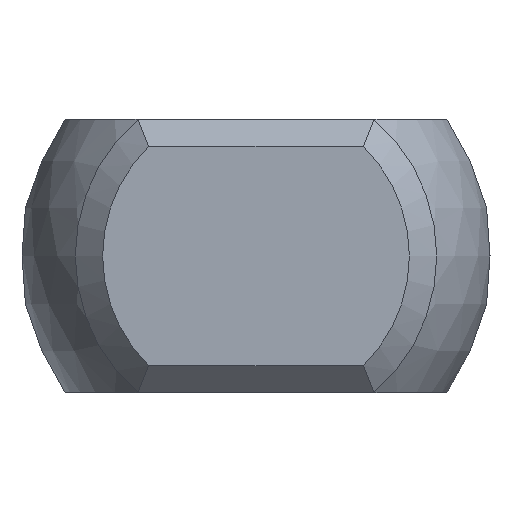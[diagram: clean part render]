
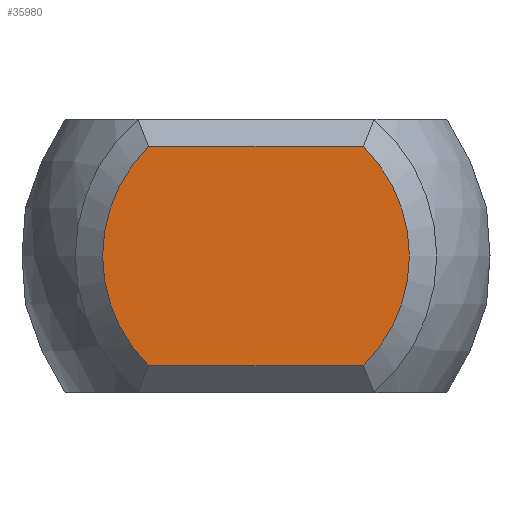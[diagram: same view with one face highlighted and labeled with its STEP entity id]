
A CAD part, left-side view. The second image highlights one B-rep face of the part: STEP entity #35980.
In plain terms, the highlighted planar face has unit normal (-1, 0, 0).
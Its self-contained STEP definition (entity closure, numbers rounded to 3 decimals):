
#34585 = PLANE('',#34586);
#34586 = AXIS2_PLACEMENT_3D('',#34587,#34588,#34589);
#34587 = CARTESIAN_POINT('',(-12.25,3.125,2.25));
#34588 = DIRECTION('',(-0.707,0.,0.707));
#34589 = DIRECTION('',(0.707,0.,0.707));
#35613 = EDGE_CURVE('',#35614,#35616,#35618,.T.);
#35614 = VERTEX_POINT('',#35615);
#35615 = CARTESIAN_POINT('',(-12.5,-1.96,-2.));
#35616 = VERTEX_POINT('',#35617);
#35617 = CARTESIAN_POINT('',(-12.5,1.96,-2.));
#35618 = SURFACE_CURVE('',#35619,(#35623,#35635),.PCURVE_S1.);
#35619 = LINE('',#35620,#35621);
#35620 = CARTESIAN_POINT('',(-12.5,-3.125,-2.));
#35621 = VECTOR('',#35622,1.);
#35622 = DIRECTION('',(0.,1.,0.));
#35623 = PCURVE('',#35624,#35629);
#35624 = PLANE('',#35625);
#35625 = AXIS2_PLACEMENT_3D('',#35626,#35627,#35628);
#35626 = CARTESIAN_POINT('',(-12.25,-3.125,-2.25));
#35627 = DIRECTION('',(-0.707,0.,
    -0.707));
#35628 = DIRECTION('',(-0.707,0.,0.707));
#35629 = DEFINITIONAL_REPRESENTATION('',(#35630),#35634);
#35630 = LINE('',#35631,#35632);
#35631 = CARTESIAN_POINT('',(0.354,0.));
#35632 = VECTOR('',#35633,1.);
#35633 = DIRECTION('',(0.,1.));
#35634 = ( GEOMETRIC_REPRESENTATION_CONTEXT(2) 
PARAMETRIC_REPRESENTATION_CONTEXT() REPRESENTATION_CONTEXT('2D SPACE',''
  ) );
#35635 = PCURVE('',#35636,#35641);
#35636 = PLANE('',#35637);
#35637 = AXIS2_PLACEMENT_3D('',#35638,#35639,#35640);
#35638 = CARTESIAN_POINT('',(-12.5,0.,0.));
#35639 = DIRECTION('',(1.,0.,0.));
#35640 = DIRECTION('',(0.,0.,-1.));
#35641 = DEFINITIONAL_REPRESENTATION('',(#35642),#35646);
#35642 = LINE('',#35643,#35644);
#35643 = CARTESIAN_POINT('',(2.,-3.125));
#35644 = VECTOR('',#35645,1.);
#35645 = DIRECTION('',(0.,1.));
#35646 = ( GEOMETRIC_REPRESENTATION_CONTEXT(2) 
PARAMETRIC_REPRESENTATION_CONTEXT() REPRESENTATION_CONTEXT('2D SPACE',''
  ) );
#35666 = CONICAL_SURFACE('',#35667,3.05,0.785);
#35667 = AXIS2_PLACEMENT_3D('',#35668,#35669,#35670);
#35668 = CARTESIAN_POINT('',(-12.25,0.,0.));
#35669 = DIRECTION('',(1.,0.,0.));
#35670 = DIRECTION('',(-0.,1.,0.));
#35716 = CONICAL_SURFACE('',#35717,3.05,0.785);
#35717 = AXIS2_PLACEMENT_3D('',#35718,#35719,#35720);
#35718 = CARTESIAN_POINT('',(-12.25,0.,0.));
#35719 = DIRECTION('',(1.,0.,0.));
#35720 = DIRECTION('',(0.,-1.,0.));
#35730 = EDGE_CURVE('',#35731,#35733,#35735,.T.);
#35731 = VERTEX_POINT('',#35732);
#35732 = CARTESIAN_POINT('',(-12.5,1.96,2.));
#35733 = VERTEX_POINT('',#35734);
#35734 = CARTESIAN_POINT('',(-12.5,-1.96,2.));
#35735 = SURFACE_CURVE('',#35736,(#35740,#35747),.PCURVE_S1.);
#35736 = LINE('',#35737,#35738);
#35737 = CARTESIAN_POINT('',(-12.5,3.125,2.));
#35738 = VECTOR('',#35739,1.);
#35739 = DIRECTION('',(0.,-1.,0.));
#35740 = PCURVE('',#34585,#35741);
#35741 = DEFINITIONAL_REPRESENTATION('',(#35742),#35746);
#35742 = LINE('',#35743,#35744);
#35743 = CARTESIAN_POINT('',(-0.354,0.));
#35744 = VECTOR('',#35745,1.);
#35745 = DIRECTION('',(0.,-1.));
#35746 = ( GEOMETRIC_REPRESENTATION_CONTEXT(2) 
PARAMETRIC_REPRESENTATION_CONTEXT() REPRESENTATION_CONTEXT('2D SPACE',''
  ) );
#35747 = PCURVE('',#35636,#35748);
#35748 = DEFINITIONAL_REPRESENTATION('',(#35749),#35753);
#35749 = LINE('',#35750,#35751);
#35750 = CARTESIAN_POINT('',(-2.,3.125));
#35751 = VECTOR('',#35752,1.);
#35752 = DIRECTION('',(0.,-1.));
#35753 = ( GEOMETRIC_REPRESENTATION_CONTEXT(2) 
PARAMETRIC_REPRESENTATION_CONTEXT() REPRESENTATION_CONTEXT('2D SPACE',''
  ) );
#35826 = EDGE_CURVE('',#35733,#35614,#35827,.T.);
#35827 = SURFACE_CURVE('',#35828,(#35833,#35840),.PCURVE_S1.);
#35828 = CIRCLE('',#35829,2.8);
#35829 = AXIS2_PLACEMENT_3D('',#35830,#35831,#35832);
#35830 = CARTESIAN_POINT('',(-12.5,0.,0.));
#35831 = DIRECTION('',(1.,0.,0.));
#35832 = DIRECTION('',(0.,-1.,0.));
#35833 = PCURVE('',#35716,#35834);
#35834 = DEFINITIONAL_REPRESENTATION('',(#35835),#35839);
#35835 = LINE('',#35836,#35837);
#35836 = CARTESIAN_POINT('',(-6.283,-0.25));
#35837 = VECTOR('',#35838,1.);
#35838 = DIRECTION('',(1.,0.));
#35839 = ( GEOMETRIC_REPRESENTATION_CONTEXT(2) 
PARAMETRIC_REPRESENTATION_CONTEXT() REPRESENTATION_CONTEXT('2D SPACE',''
  ) );
#35840 = PCURVE('',#35636,#35841);
#35841 = DEFINITIONAL_REPRESENTATION('',(#35842),#35846);
#35842 = CIRCLE('',#35843,2.8);
#35843 = AXIS2_PLACEMENT_2D('',#35844,#35845);
#35844 = CARTESIAN_POINT('',(0.,0.));
#35845 = DIRECTION('',(0.,-1.));
#35846 = ( GEOMETRIC_REPRESENTATION_CONTEXT(2) 
PARAMETRIC_REPRESENTATION_CONTEXT() REPRESENTATION_CONTEXT('2D SPACE',''
  ) );
#35852 = EDGE_CURVE('',#35616,#35731,#35853,.T.);
#35853 = SURFACE_CURVE('',#35854,(#35859,#35866),.PCURVE_S1.);
#35854 = CIRCLE('',#35855,2.8);
#35855 = AXIS2_PLACEMENT_3D('',#35856,#35857,#35858);
#35856 = CARTESIAN_POINT('',(-12.5,0.,0.));
#35857 = DIRECTION('',(1.,0.,0.));
#35858 = DIRECTION('',(-0.,1.,0.));
#35859 = PCURVE('',#35666,#35860);
#35860 = DEFINITIONAL_REPRESENTATION('',(#35861),#35865);
#35861 = LINE('',#35862,#35863);
#35862 = CARTESIAN_POINT('',(0.,-0.25));
#35863 = VECTOR('',#35864,1.);
#35864 = DIRECTION('',(1.,0.));
#35865 = ( GEOMETRIC_REPRESENTATION_CONTEXT(2) 
PARAMETRIC_REPRESENTATION_CONTEXT() REPRESENTATION_CONTEXT('2D SPACE',''
  ) );
#35866 = PCURVE('',#35636,#35867);
#35867 = DEFINITIONAL_REPRESENTATION('',(#35868),#35872);
#35868 = CIRCLE('',#35869,2.8);
#35869 = AXIS2_PLACEMENT_2D('',#35870,#35871);
#35870 = CARTESIAN_POINT('',(0.,0.));
#35871 = DIRECTION('',(0.,1.));
#35872 = ( GEOMETRIC_REPRESENTATION_CONTEXT(2) 
PARAMETRIC_REPRESENTATION_CONTEXT() REPRESENTATION_CONTEXT('2D SPACE',''
  ) );
#35980 = ADVANCED_FACE('',(#35981),#35636,.F.);
#35981 = FACE_BOUND('',#35982,.T.);
#35982 = EDGE_LOOP('',(#35983,#35984,#35985,#35986));
#35983 = ORIENTED_EDGE('',*,*,#35730,.F.);
#35984 = ORIENTED_EDGE('',*,*,#35852,.F.);
#35985 = ORIENTED_EDGE('',*,*,#35613,.F.);
#35986 = ORIENTED_EDGE('',*,*,#35826,.F.);
